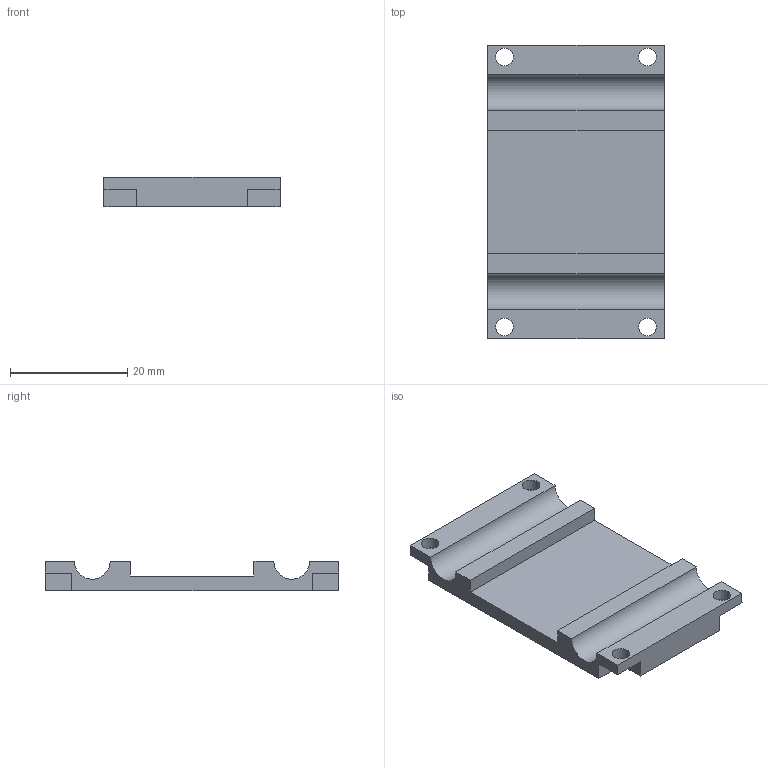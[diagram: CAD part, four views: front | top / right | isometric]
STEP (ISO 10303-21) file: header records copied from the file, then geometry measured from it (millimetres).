
FILE_DESCRIPTION (( 'STEP AP214' ), '1' );
FILE_NAME ('lateral bearing-cap.STEP', '2025-09-19T19:16:09', ( '' ), ( '' ), 'SwSTEP 2.0', 'SolidWorks 2025', '' );
FILE_SCHEMA (( 'AUTOMOTIVE_DESIGN' ));
Length unit declared in the file: inch
Products named in the file (1): lateral bearing-cap
Bounding box: 30 x 50 x 5 mm (x, y, z)
Volume: 4595.8 mm3; surface area: 4175.6 mm2
Topology: 1 solids, 1 shells, 94 faces, 267 edges, 178 vertices
Faces by surface type: bspline 43, plane 41, cylinder 10
Entity records: 3484 total; most frequent: CARTESIAN_POINT 1271, ORIENTED_EDGE 534, DIRECTION 305, EDGE_CURVE 267, VERTEX_POINT 178, VECTOR 161, LINE 161, EDGE_LOOP 105
